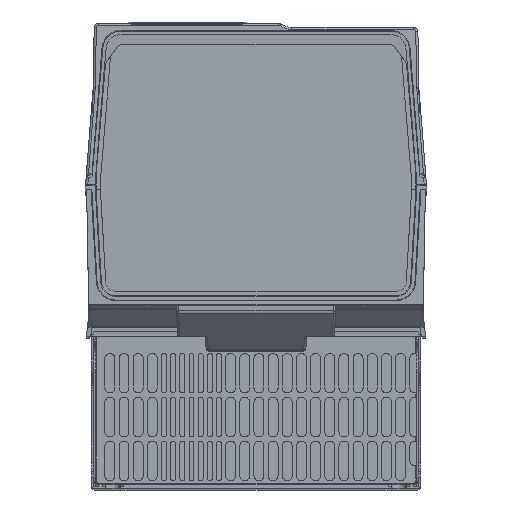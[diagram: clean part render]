
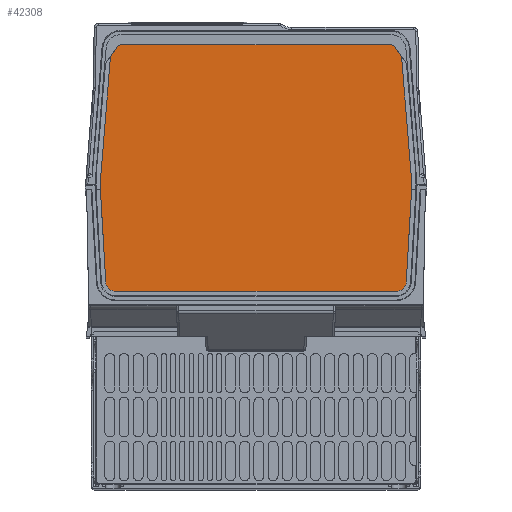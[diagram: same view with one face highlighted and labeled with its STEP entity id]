
A CAD part, top view. The second image highlights one B-rep face of the part: STEP entity #42308.
In plain terms, the highlighted planar face has unit normal (0, 0, 1).
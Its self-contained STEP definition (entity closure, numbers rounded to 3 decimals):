
#7046=DIRECTION('',(-1.,0.,0.));
#7047=VECTOR('',#7046,7.424);
#7048=CARTESIAN_POINT('',(3.712,8.11,6.457));
#7049=LINE('',#7048,#7047);
#7126=DIRECTION('',(1.,0.,0.));
#7127=VECTOR('',#7126,7.721);
#7128=CARTESIAN_POINT('',(-3.86,1.181,6.457));
#7129=LINE('',#7128,#7127);
#7155=CARTESIAN_POINT('',(3.712,7.835,6.457));
#7156=DIRECTION('',(0.,0.,-1.));
#7157=DIRECTION('',(0.,1.,0.));
#7158=AXIS2_PLACEMENT_3D('',#7155,#7156,#7157);
#7160=DIRECTION('',(0.081,-0.997,0.));
#7161=VECTOR('',#7160,3.716);
#7162=CARTESIAN_POINT('',(3.987,7.857,6.457));
#7163=LINE('',#7162,#7161);
#7164=CARTESIAN_POINT('',(4.015,4.131,6.457));
#7165=DIRECTION('',(0.,0.,-1.));
#7166=DIRECTION('',(0.997,0.081,0.));
#7167=AXIS2_PLACEMENT_3D('',#7164,#7165,#7166);
#7169=DIRECTION('',(-0.058,-0.998,0.));
#7170=VECTOR('',#7169,2.678);
#7171=CARTESIAN_POINT('',(4.29,4.115,6.457));
#7172=LINE('',#7171,#7170);
#7173=CARTESIAN_POINT('',(3.86,1.457,6.457));
#7174=DIRECTION('',(0.,0.,-1.));
#7175=DIRECTION('',(0.998,-0.058,0.));
#7176=AXIS2_PLACEMENT_3D('',#7173,#7174,#7175);
#7178=CARTESIAN_POINT('',(-3.86,1.457,6.457));
#7179=DIRECTION('',(0.,0.,-1.));
#7180=DIRECTION('',(0.,-1.,0.));
#7181=AXIS2_PLACEMENT_3D('',#7178,#7179,#7180);
#7183=DIRECTION('',(-0.058,0.998,0.));
#7184=VECTOR('',#7183,2.678);
#7185=CARTESIAN_POINT('',(-4.136,1.441,6.457));
#7186=LINE('',#7185,#7184);
#7187=CARTESIAN_POINT('',(-4.015,4.131,6.457));
#7188=DIRECTION('',(0.,0.,-1.));
#7189=DIRECTION('',(-0.998,-0.058,0.));
#7190=AXIS2_PLACEMENT_3D('',#7187,#7188,#7189);
#7192=DIRECTION('',(0.081,0.997,0.));
#7193=VECTOR('',#7192,3.716);
#7194=CARTESIAN_POINT('',(-4.289,4.153,6.457));
#7195=LINE('',#7194,#7193);
#7196=CARTESIAN_POINT('',(-3.712,7.835,6.457));
#7197=DIRECTION('',(0.,0.,-1.));
#7198=DIRECTION('',(-0.997,0.081,0.));
#7199=AXIS2_PLACEMENT_3D('',#7196,#7197,#7198);
#30278=CARTESIAN_POINT('',(3.712,8.11,6.457));
#30279=CARTESIAN_POINT('',(3.987,7.857,6.457));
#30280=VERTEX_POINT('',#30278);
#30281=VERTEX_POINT('',#30279);
#30282=CARTESIAN_POINT('',(4.289,4.153,6.457));
#30283=VERTEX_POINT('',#30282);
#30284=CARTESIAN_POINT('',(4.29,4.115,6.457));
#30285=VERTEX_POINT('',#30284);
#30286=CARTESIAN_POINT('',(4.136,1.441,6.457));
#30287=VERTEX_POINT('',#30286);
#30288=CARTESIAN_POINT('',(3.86,1.181,6.457));
#30289=VERTEX_POINT('',#30288);
#30290=CARTESIAN_POINT('',(-3.86,1.181,
6.457));
#30291=VERTEX_POINT('',#30290);
#30292=CARTESIAN_POINT('',(-4.136,1.441,
6.457));
#30293=VERTEX_POINT('',#30292);
#30294=CARTESIAN_POINT('',(-4.29,4.115,
6.457));
#30295=VERTEX_POINT('',#30294);
#30296=CARTESIAN_POINT('',(-4.289,4.153,
6.457));
#30297=VERTEX_POINT('',#30296);
#30298=CARTESIAN_POINT('',(-3.987,7.857,
6.457));
#30299=VERTEX_POINT('',#30298);
#30300=CARTESIAN_POINT('',(-3.712,8.11,
6.457));
#30301=VERTEX_POINT('',#30300);
#42289=CARTESIAN_POINT('',(0.,8.661,6.457));
#42290=DIRECTION('',(0.,0.,-1.));
#42291=DIRECTION('',(-1.,0.,0.));
#42292=AXIS2_PLACEMENT_3D('',#42289,#42290,#42291);
#42293=PLANE('',#42292);
#42294=ORIENTED_EDGE('',*,*,#42046,.T.);
#42295=ORIENTED_EDGE('',*,*,#42067,.T.);
#42296=ORIENTED_EDGE('',*,*,#42087,.T.);
#42297=ORIENTED_EDGE('',*,*,#42110,.T.);
#42298=ORIENTED_EDGE('',*,*,#42172,.T.);
#42299=ORIENTED_EDGE('',*,*,#42193,.F.);
#42300=ORIENTED_EDGE('',*,*,#42214,.T.);
#42301=ORIENTED_EDGE('',*,*,#42238,.T.);
#42302=ORIENTED_EDGE('',*,*,#42276,.T.);
#42303=ORIENTED_EDGE('',*,*,#41981,.T.);
#42304=ORIENTED_EDGE('',*,*,#42004,.T.);
#42305=ORIENTED_EDGE('',*,*,#42025,.F.);
#42306=EDGE_LOOP('',(#42294,#42295,#42296,#42297,#42298,#42299,#42300,#42301,
#42302,#42303,#42304,#42305));
#42307=FACE_OUTER_BOUND('',#42306,.F.);
#7159=CIRCLE('',#7158,0.276);
#7168=CIRCLE('',#7167,0.276);
#7177=CIRCLE('',#7176,0.276);
#7182=CIRCLE('',#7181,0.276);
#7191=CIRCLE('',#7190,0.276);
#7200=CIRCLE('',#7199,0.276);
#41981=EDGE_CURVE('',#30297,#30299,#7195,.T.);
#42004=EDGE_CURVE('',#30299,#30301,#7200,.T.);
#42025=EDGE_CURVE('',#30280,#30301,#7049,.T.);
#42046=EDGE_CURVE('',#30280,#30281,#7159,.T.);
#42067=EDGE_CURVE('',#30281,#30283,#7163,.T.);
#42087=EDGE_CURVE('',#30283,#30285,#7168,.T.);
#42110=EDGE_CURVE('',#30285,#30287,#7172,.T.);
#42172=EDGE_CURVE('',#30287,#30289,#7177,.T.);
#42193=EDGE_CURVE('',#30291,#30289,#7129,.T.);
#42214=EDGE_CURVE('',#30291,#30293,#7182,.T.);
#42238=EDGE_CURVE('',#30293,#30295,#7186,.T.);
#42276=EDGE_CURVE('',#30295,#30297,#7191,.T.);
#42308=ADVANCED_FACE('',(#42307),#42293,.F.);
